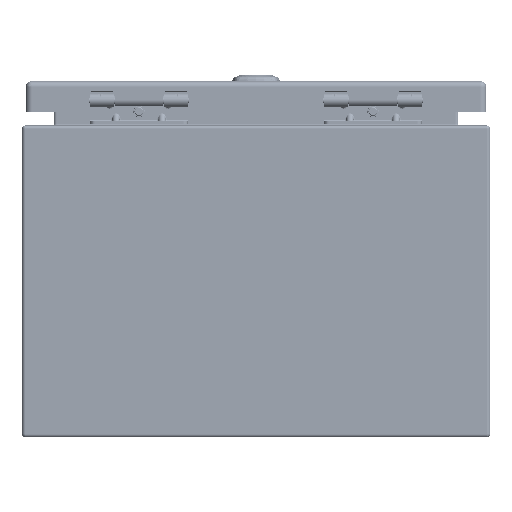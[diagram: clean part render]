
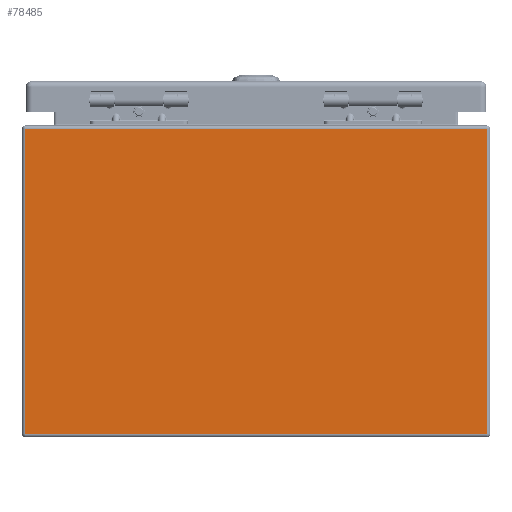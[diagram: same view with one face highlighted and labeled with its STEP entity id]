
A CAD part, left-side view. The second image highlights one B-rep face of the part: STEP entity #78485.
In plain terms, the highlighted planar face has unit normal (-1, 0, 0).
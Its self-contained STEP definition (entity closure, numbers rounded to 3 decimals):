
#7234=LINE('',#107761,#13262);
#7235=LINE('',#107768,#13263);
#7236=LINE('',#107770,#13264);
#7237=LINE('',#107771,#13265);
#13262=VECTOR('',#90041,0.394);
#13263=VECTOR('',#90050,0.394);
#13264=VECTOR('',#90051,0.394);
#13265=VECTOR('',#90052,0.394);
#20229=FACE_OUTER_BOUND('',#24930,.T.);
#24930=EDGE_LOOP('',(#52101,#52102,#52103,#52104));
#31975=VERTEX_POINT('',#107750);
#31978=VERTEX_POINT('',#107757);
#31981=VERTEX_POINT('',#107767);
#31982=VERTEX_POINT('',#107769);
#39810=EDGE_CURVE('',#31975,#31978,#7234,.T.);
#39813=EDGE_CURVE('',#31981,#31975,#7235,.T.);
#39814=EDGE_CURVE('',#31982,#31981,#7236,.T.);
#39815=EDGE_CURVE('',#31982,#31978,#7237,.T.);
#52101=ORIENTED_EDGE('',*,*,#39810,.F.);
#52102=ORIENTED_EDGE('',*,*,#39813,.F.);
#52103=ORIENTED_EDGE('',*,*,#39814,.F.);
#52104=ORIENTED_EDGE('',*,*,#39815,.T.);
#76353=PLANE('',#84185);
#78485=ADVANCED_FACE('',(#20229),#76353,.F.);
#84185=AXIS2_PLACEMENT_3D('',#107766,#90048,#90049);
#90041=DIRECTION('',(0.,0.,-1.));
#90048=DIRECTION('center_axis',(1.,0.,0.));
#90049=DIRECTION('ref_axis',(0.,0.,-1.));
#90050=DIRECTION('',(0.,-1.,0.));
#90051=DIRECTION('',(0.,0.,1.));
#90052=DIRECTION('',(0.,-1.,0.));
#107750=CARTESIAN_POINT('',(-12.,-5.916,7.916));
#107757=CARTESIAN_POINT('',(-12.,-5.916,0.084));
#107761=CARTESIAN_POINT('',(-12.,-5.916,7.916));
#107766=CARTESIAN_POINT('Origin',(-12.,-5.078,7.916));
#107767=CARTESIAN_POINT('',(-12.,5.916,7.916));
#107768=CARTESIAN_POINT('',(-12.,5.078,7.916));
#107769=CARTESIAN_POINT('',(-12.,5.916,0.084));
#107770=CARTESIAN_POINT('',(-12.,5.916,7.916));
#107771=CARTESIAN_POINT('',(-12.,0.,0.084));
